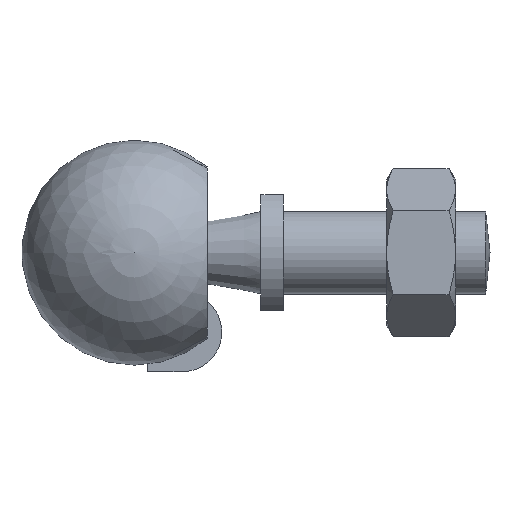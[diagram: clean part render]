
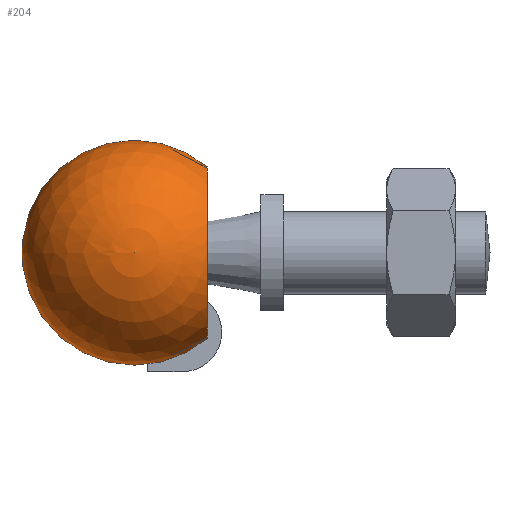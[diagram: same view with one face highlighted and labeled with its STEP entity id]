
A CAD part, left-side view. The second image highlights one B-rep face of the part: STEP entity #204.
In plain terms, the highlighted spherical face has radius 6.8 mm.
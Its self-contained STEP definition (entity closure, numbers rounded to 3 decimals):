
#204 = ADVANCED_FACE( '', ( #426, #427, #428 ), #429, .T. );
#426 = FACE_BOUND( '', #648, .T. );
#427 = FACE_OUTER_BOUND( '', #649, .T. );
#428 = FACE_BOUND( '', #650, .T. );
#429 = SPHERICAL_SURFACE( '', #651, 6.8 );
#648 = VERTEX_LOOP( '', #1155 );
#649 = EDGE_LOOP( '', ( #1156, #1157, #1158, #1159 ) );
#650 = EDGE_LOOP( '', ( #1160 ) );
#651 = AXIS2_PLACEMENT_3D( '', #1161, #1162, #1163 );
#1155 = VERTEX_POINT( '', #1397 );
#1156 = ORIENTED_EDGE( '', *, *, #1328, .F. );
#1157 = ORIENTED_EDGE( '', *, *, #1353, .F. );
#1158 = ORIENTED_EDGE( '', *, *, #1310, .F. );
#1159 = ORIENTED_EDGE( '', *, *, #1340, .F. );
#1160 = ORIENTED_EDGE( '', *, *, #1377, .T. );
#1161 = CARTESIAN_POINT( '', ( 0., 0., 0. ) );
#1162 = DIRECTION( '', ( 1., 0., 0. ) );
#1163 = DIRECTION( '', ( 0., 1., 0. ) );
#1310 = EDGE_CURVE( '', #1577, #1580, #1581, .F. );
#1328 = EDGE_CURVE( '', #1603, #1605, #1606, .F. );
#1340 = EDGE_CURVE( '', #1605, #1577, #1622, .F. );
#1353 = EDGE_CURVE( '', #1580, #1603, #1636, .T. );
#1377 = EDGE_CURVE( '', #1665, #1665, #1666, .F. );
#1397 = CARTESIAN_POINT( '', ( -6.8, 0., 0. ) );
#1577 = VERTEX_POINT( '', #1943 );
#1580 = VERTEX_POINT( '', #1947 );
#1581 = CIRCLE( '', #1948, 6.8 );
#1603 = VERTEX_POINT( '', #1984 );
#1605 = VERTEX_POINT( '', #1991 );
#1606 = CIRCLE( '', #1992, 6.609 );
#1622 = CIRCLE( '', #2022, 4.7 );
#1636 = CIRCLE( '', #2044, 4.295 );
#1665 = VERTEX_POINT( '', #2105 );
#1666 = CIRCLE( '', #2106, 5.185 );
#1943 = CARTESIAN_POINT( '', ( 4.914, -2.958, 3.653 ) );
#1947 = CARTESIAN_POINT( '', ( 5.272, -2.703, 3.338 ) );
#1948 = AXIS2_PLACEMENT_3D( '', #2313, #2314, #2315 );
#1984 = CARTESIAN_POINT( '', ( 5.272, -1.265, 4.104 ) );
#1991 = CARTESIAN_POINT( '', ( 4.914, -1.538, 4.441 ) );
#1992 = AXIS2_PLACEMENT_3D( '', #2331, #2332, #2333 );
#2022 = AXIS2_PLACEMENT_3D( '', #2340, #2341, #2342 );
#2044 = AXIS2_PLACEMENT_3D( '', #2352, #2353, #2354 );
#2105 = CARTESIAN_POINT( '', ( 0., -4.4, -5.185 ) );
#2106 = AXIS2_PLACEMENT_3D( '', #2372, #2373, #2374 );
#2313 = CARTESIAN_POINT( '', ( 0., 0., 0. ) );
#2314 = DIRECTION( '', ( 0., -0.777, -0.629 ) );
#2315 = DIRECTION( '', ( 0., 0.629, -0.777 ) );
#2331 = CARTESIAN_POINT( '', ( 0., 1.243, 1.007 ) );
#2332 = DIRECTION( '', ( 0., 0.777, 0.629 ) );
#2333 = DIRECTION( '', ( 0., -0.629, 0.777 ) );
#2340 = CARTESIAN_POINT( '', ( 4.914, 0., 0. ) );
#2341 = DIRECTION( '', ( -1., 0., 0. ) );
#2342 = DIRECTION( '', ( 0., 0., 1. ) );
#2352 = CARTESIAN_POINT( '', ( 5.272, 0., 0. ) );
#2353 = DIRECTION( '', ( 1., 0., 0. ) );
#2354 = DIRECTION( '', ( 0., 0., -1. ) );
#2372 = CARTESIAN_POINT( '', ( 0., -4.4, 0. ) );
#2373 = DIRECTION( '', ( 0., -1., 0. ) );
#2374 = DIRECTION( '', ( 0., 0., -1. ) );
